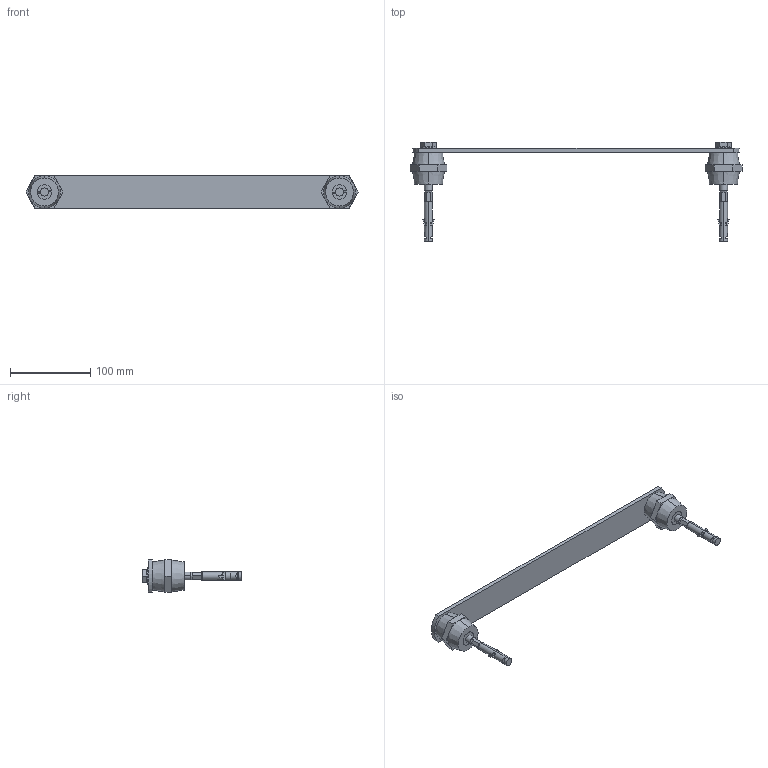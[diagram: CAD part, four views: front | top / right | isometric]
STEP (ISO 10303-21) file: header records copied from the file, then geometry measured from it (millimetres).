
FILE_DESCRIPTION (( 'STEP AP214' ), '1' );
FILE_NAME ('5015842.STEP', '2025-01-17T10:28:19', ( '' ), ( '' ), 'SwSTEP 2.0', 'SolidWorks 2024', '' );
FILE_SCHEMA (( 'AUTOMOTIVE_DESIGN' ));
Length unit declared in the file: millimetre
Products named in the file (9): 088844; 116886_CU 10 Art.-Nr.: 5015 842; 013622_DIN 137-B10; 116828; 088841; 088843; 018622_ISO 4017 - M10 x 25; 5015842; 088164_Standard
Assembly tree (14 placements, depth 3):
  5015842
    116886_CU 10 Art.-Nr.: 5015 842
    018622_ISO 4017 - M10 x 25  x2
    013622_DIN 137-B10  x2
    116828  x2
    088164_Standard  x2
    088841  x2
      088844
      088843
Bounding box: 414.69 x 124.51 x 40 mm (x, y, z)
Volume: 190202.9 mm3; surface area: 74334.5 mm2
Topology: 15 solids, 15 shells, 281 faces, 603 edges, 360 vertices
Faces by surface type: plane 154, cylinder 75, cone 36, bspline 12, torus 4
Entity records: 4393 total; most frequent: CARTESIAN_POINT 1018, DIRECTION 691, ORIENTED_EDGE 602, EDGE_CURVE 301, AXIS2_PLACEMENT_3D 264, VERTEX_POINT 184, LINE 163, VECTOR 163
